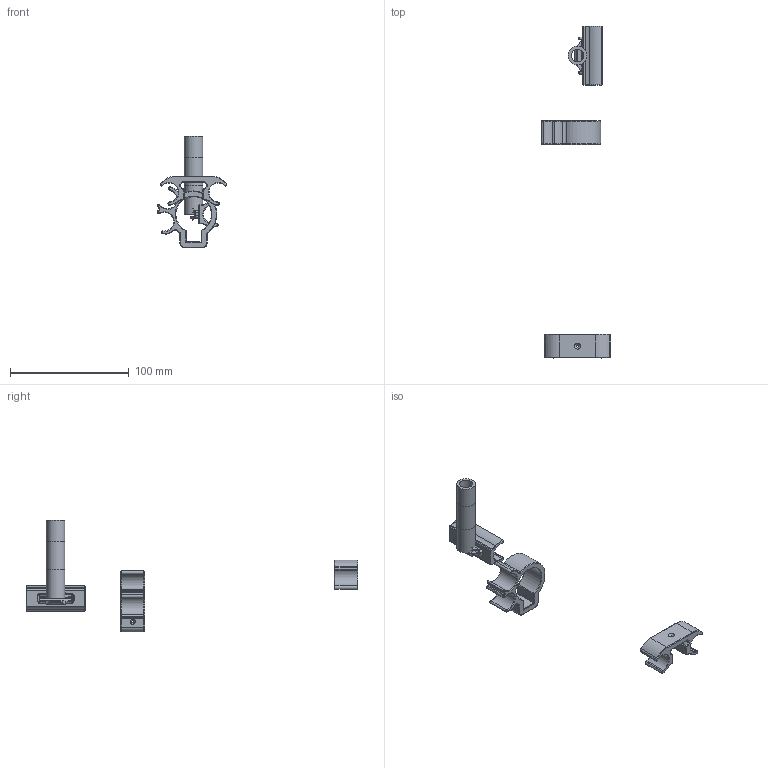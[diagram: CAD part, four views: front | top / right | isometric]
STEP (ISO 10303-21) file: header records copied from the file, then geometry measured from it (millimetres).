
FILE_DESCRIPTION(/* description */ (''),/* implementation_level */ '2;1');
FILE_NAME(/* name */ 'Game Face Trion Spring Spacers v20.step',/* time_stamp */ '2024-08-13T10:00:52-04:00',/* author */ (''),/* organization */ (''),/* preprocessor_version */ 'ST-DEVELOPER v20',/* originating_system */ 'Autodesk Translation Framework v13.14.0.145',/* authorisation */ '');
FILE_SCHEMA (('AUTOMOTIVE_DESIGN { 1 0 10303 214 3 1 1 }'));
Length unit declared in the file: millimetre
Products named in the file (7): Game Face Trion Spring Spacers; Trion Spacer 1x; Trion Spacer 2x; Trion Spacer 2.75x (MAX); Picatinny TrionSpacerHolder; BufferTube TrionSpacerHolder; MLOK TrionSpacerHolder
Assembly tree (6 placements, depth 2):
  Game Face Trion Spring Spacers
    Trion Spacer 1x
    Trion Spacer 2x
    Trion Spacer 2.75x (MAX)
    Picatinny TrionSpacerHolder
    BufferTube TrionSpacerHolder
    MLOK TrionSpacerHolder
Bounding box: 58.79 x 280.14 x 94.25 mm (x, y, z)
Volume: 46104.9 mm3; surface area: 30282.1 mm2
Topology: 6 solids, 6 shells, 391 faces, 916 edges, 539 vertices
Faces by surface type: plane 174, cone 113, cylinder 92, bspline 8, sphere 4
Full cylindrical faces by diameter (mm): 2 x3, 4.3 x2, 10.7 x3, 15.7 x3
Entity records: 11647 total; most frequent: CARTESIAN_POINT 2389, DIRECTION 1987, ORIENTED_EDGE 1832, EDGE_CURVE 916, AXIS2_PLACEMENT_3D 707, LINE 573, VECTOR 573, VERTEX_POINT 539
